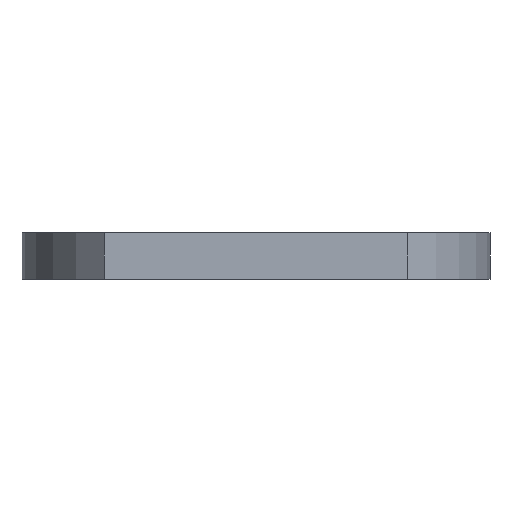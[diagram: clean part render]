
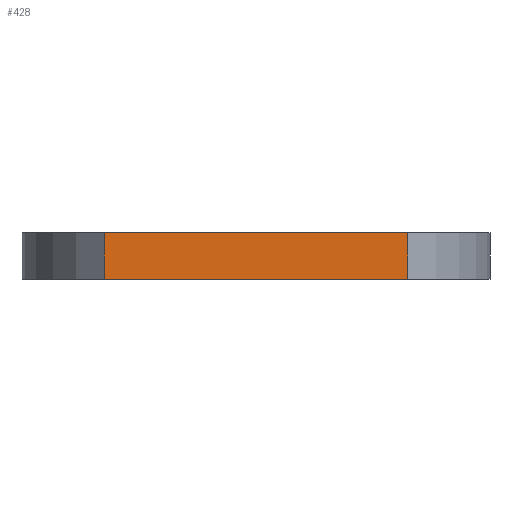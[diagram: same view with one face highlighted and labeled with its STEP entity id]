
A CAD part, front view. The second image highlights one B-rep face of the part: STEP entity #428.
In plain terms, the highlighted planar face has unit normal (0, -1, 0).
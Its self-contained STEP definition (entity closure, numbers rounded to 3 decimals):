
#61=CARTESIAN_POINT('Vertex',(32.435,-38.052,0.)) ;
#77=CARTESIAN_POINT('Vertex',(32.435,-38.052,10.)) ;
#80=CARTESIAN_POINT('Line Origine',(32.435,-38.052,5.)) ;
#157=CARTESIAN_POINT('Vertex',(-32.435,-38.052,10.)) ;
#164=CARTESIAN_POINT('Vertex',(-32.435,-38.052,0.)) ;
#167=CARTESIAN_POINT('Line Origine',(-32.435,-38.052,5.)) ;
#407=CARTESIAN_POINT('Axis2P3D Location',(50.,-38.052,10.)) ;
#412=CARTESIAN_POINT('Line Origine',(0.,-38.052,0.)) ;
#417=CARTESIAN_POINT('Line Origine',(0.,-38.052,10.)) ;
#81=DIRECTION('Vector Direction',(0.,0.,1.)) ;
#168=DIRECTION('Vector Direction',(0.,0.,1.)) ;
#408=DIRECTION('Axis2P3D Direction',(-0.,-1.,-0.)) ;
#409=DIRECTION('Axis2P3D XDirection',(-1.,0.,0.)) ;
#413=DIRECTION('Vector Direction',(-1.,0.,0.)) ;
#418=DIRECTION('Vector Direction',(-1.,0.,0.)) ;
#410=AXIS2_PLACEMENT_3D('Plane Axis2P3D',#407,#408,#409) ;
#423=ORIENTED_EDGE('',*,*,#171,.F.) ;
#424=ORIENTED_EDGE('',*,*,#416,.F.) ;
#425=ORIENTED_EDGE('',*,*,#84,.T.) ;
#426=ORIENTED_EDGE('',*,*,#421,.T.) ;
#82=VECTOR('Line Direction',#81,1.) ;
#169=VECTOR('Line Direction',#168,1.) ;
#414=VECTOR('Line Direction',#413,1.) ;
#419=VECTOR('Line Direction',#418,1.) ;
#428=ADVANCED_FACE('Corps principal',(#427),#411,.T.) ;
#84=EDGE_CURVE('',#62,#78,#83,.T.) ;
#171=EDGE_CURVE('',#165,#158,#170,.T.) ;
#416=EDGE_CURVE('',#62,#165,#415,.T.) ;
#421=EDGE_CURVE('',#78,#158,#420,.T.) ;
#422=EDGE_LOOP('',(#423,#424,#425,#426)) ;
#427=FACE_OUTER_BOUND('',#422,.T.) ;
#83=LINE('Line',#80,#82) ;
#170=LINE('Line',#167,#169) ;
#415=LINE('Line',#412,#414) ;
#420=LINE('Line',#417,#419) ;
#411=PLANE('Plane',#410) ;
#62=VERTEX_POINT('',#61) ;
#78=VERTEX_POINT('',#77) ;
#158=VERTEX_POINT('',#157) ;
#165=VERTEX_POINT('',#164) ;
